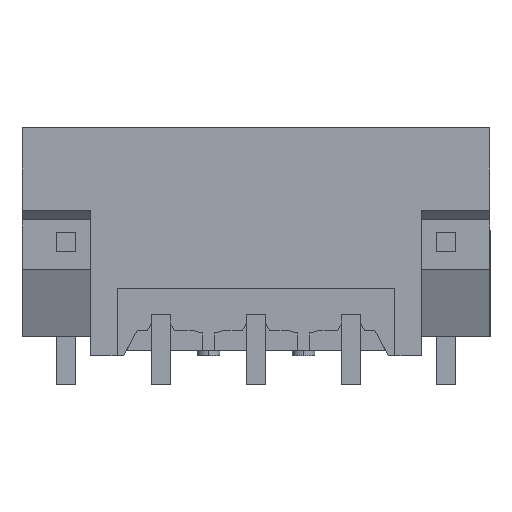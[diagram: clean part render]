
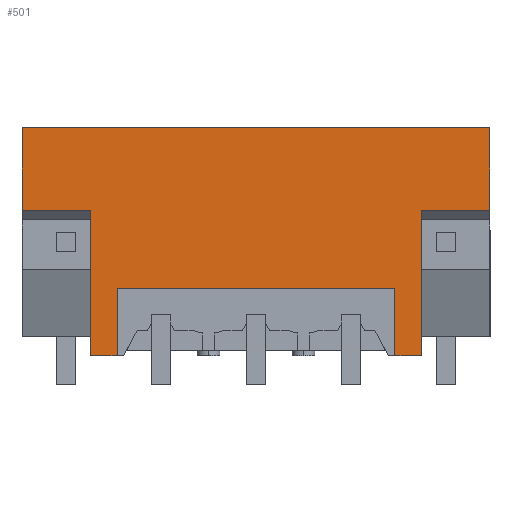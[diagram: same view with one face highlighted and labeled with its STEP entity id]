
A CAD part, front view. The second image highlights one B-rep face of the part: STEP entity #501.
In plain terms, the highlighted planar face has unit normal (0, -1, 0).
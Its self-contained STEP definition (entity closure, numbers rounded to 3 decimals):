
#417=AXIS2_PLACEMENT_3D('Plane Axis2P3D',#414,#415,#416) ;
#49=CARTESIAN_POINT('Vertex',(5.,0.,1.5)) ;
#52=CARTESIAN_POINT('Line Origine',(4.3,0.,1.5)) ;
#56=CARTESIAN_POINT('Vertex',(3.6,0.,1.5)) ;
#399=CARTESIAN_POINT('Vertex',(5.,0.,5.05)) ;
#402=CARTESIAN_POINT('Line Origine',(5.,0.,3.275)) ;
#414=CARTESIAN_POINT('Axis2P3D Location',(-5.,0.,1.5)) ;
#419=CARTESIAN_POINT('Line Origine',(12.3,0.,5.05)) ;
#423=CARTESIAN_POINT('Vertex',(19.6,0.,5.05)) ;
#426=CARTESIAN_POINT('Line Origine',(19.6,0.,3.275)) ;
#430=CARTESIAN_POINT('Vertex',(19.6,0.,1.5)) ;
#433=CARTESIAN_POINT('Line Origine',(20.3,0.,1.5)) ;
#437=CARTESIAN_POINT('Vertex',(21.,0.,1.5)) ;
#440=CARTESIAN_POINT('Line Origine',(21.,0.,5.323)) ;
#444=CARTESIAN_POINT('Vertex',(21.,0.,9.146)) ;
#447=CARTESIAN_POINT('Line Origine',(22.8,0.,9.146)) ;
#451=CARTESIAN_POINT('Vertex',(24.6,0.,9.146)) ;
#454=CARTESIAN_POINT('Line Origine',(24.6,0.,11.323)) ;
#458=CARTESIAN_POINT('Vertex',(24.6,0.,13.5)) ;
#461=CARTESIAN_POINT('Line Origine',(12.3,0.,13.5)) ;
#465=CARTESIAN_POINT('Vertex',(0.,0.,13.5)) ;
#468=CARTESIAN_POINT('Line Origine',(0.,0.,11.323)) ;
#472=CARTESIAN_POINT('Vertex',(0.,0.,9.146)) ;
#475=CARTESIAN_POINT('Line Origine',(1.8,0.,9.146)) ;
#479=CARTESIAN_POINT('Vertex',(3.6,0.,9.146)) ;
#482=CARTESIAN_POINT('Line Origine',(3.6,0.,5.323)) ;
#53=DIRECTION('Vector Direction',(1.,0.,0.)) ;
#403=DIRECTION('Vector Direction',(0.,0.,-1.)) ;
#415=DIRECTION('Axis2P3D Direction',(0.,1.,0.)) ;
#416=DIRECTION('Axis2P3D XDirection',(0.,0.,1.)) ;
#420=DIRECTION('Vector Direction',(1.,0.,0.)) ;
#427=DIRECTION('Vector Direction',(0.,0.,-1.)) ;
#434=DIRECTION('Vector Direction',(1.,0.,0.)) ;
#441=DIRECTION('Vector Direction',(0.,0.,1.)) ;
#448=DIRECTION('Vector Direction',(1.,0.,0.)) ;
#455=DIRECTION('Vector Direction',(0.,0.,1.)) ;
#462=DIRECTION('Vector Direction',(1.,0.,0.)) ;
#469=DIRECTION('Vector Direction',(0.,0.,1.)) ;
#476=DIRECTION('Vector Direction',(1.,0.,0.)) ;
#483=DIRECTION('Vector Direction',(0.,0.,1.)) ;
#54=VECTOR('Line Direction',#53,1.) ;
#404=VECTOR('Line Direction',#403,1.) ;
#421=VECTOR('Line Direction',#420,1.) ;
#428=VECTOR('Line Direction',#427,1.) ;
#435=VECTOR('Line Direction',#434,1.) ;
#442=VECTOR('Line Direction',#441,1.) ;
#449=VECTOR('Line Direction',#448,1.) ;
#456=VECTOR('Line Direction',#455,1.) ;
#463=VECTOR('Line Direction',#462,1.) ;
#470=VECTOR('Line Direction',#469,1.) ;
#477=VECTOR('Line Direction',#476,1.) ;
#484=VECTOR('Line Direction',#483,1.) ;
#488=ORIENTED_EDGE('',*,*,#425,.F.) ;
#489=ORIENTED_EDGE('',*,*,#432,.F.) ;
#490=ORIENTED_EDGE('',*,*,#439,.T.) ;
#491=ORIENTED_EDGE('',*,*,#446,.T.) ;
#492=ORIENTED_EDGE('',*,*,#453,.F.) ;
#493=ORIENTED_EDGE('',*,*,#460,.T.) ;
#494=ORIENTED_EDGE('',*,*,#467,.F.) ;
#495=ORIENTED_EDGE('',*,*,#474,.F.) ;
#496=ORIENTED_EDGE('',*,*,#481,.T.) ;
#497=ORIENTED_EDGE('',*,*,#486,.F.) ;
#498=ORIENTED_EDGE('',*,*,#58,.T.) ;
#499=ORIENTED_EDGE('',*,*,#406,.F.) ;
#501=ADVANCED_FACE('HOUSING',(#500),#418,.F.) ;
#58=EDGE_CURVE('',#57,#50,#55,.T.) ;
#406=EDGE_CURVE('',#400,#50,#405,.T.) ;
#425=EDGE_CURVE('',#424,#400,#422,.F.) ;
#432=EDGE_CURVE('',#431,#424,#429,.F.) ;
#439=EDGE_CURVE('',#431,#438,#436,.T.) ;
#446=EDGE_CURVE('',#438,#445,#443,.T.) ;
#453=EDGE_CURVE('',#452,#445,#450,.F.) ;
#460=EDGE_CURVE('',#452,#459,#457,.T.) ;
#467=EDGE_CURVE('',#466,#459,#464,.T.) ;
#474=EDGE_CURVE('',#473,#466,#471,.T.) ;
#481=EDGE_CURVE('',#473,#480,#478,.T.) ;
#486=EDGE_CURVE('',#57,#480,#485,.T.) ;
#487=EDGE_LOOP('',(#488,#489,#490,#491,#492,#493,#494,#495,#496,#497,#498,#499)) ;
#500=FACE_OUTER_BOUND('',#487,.T.) ;
#55=LINE('Line',#52,#54) ;
#405=LINE('Line',#402,#404) ;
#422=LINE('Line',#419,#421) ;
#429=LINE('Line',#426,#428) ;
#436=LINE('Line',#433,#435) ;
#443=LINE('Line',#440,#442) ;
#450=LINE('Line',#447,#449) ;
#457=LINE('Line',#454,#456) ;
#464=LINE('Line',#461,#463) ;
#471=LINE('Line',#468,#470) ;
#478=LINE('Line',#475,#477) ;
#485=LINE('Line',#482,#484) ;
#418=PLANE('',#417) ;
#50=VERTEX_POINT('',#49) ;
#57=VERTEX_POINT('',#56) ;
#400=VERTEX_POINT('',#399) ;
#424=VERTEX_POINT('',#423) ;
#431=VERTEX_POINT('',#430) ;
#438=VERTEX_POINT('',#437) ;
#445=VERTEX_POINT('',#444) ;
#452=VERTEX_POINT('',#451) ;
#459=VERTEX_POINT('',#458) ;
#466=VERTEX_POINT('',#465) ;
#473=VERTEX_POINT('',#472) ;
#480=VERTEX_POINT('',#479) ;
